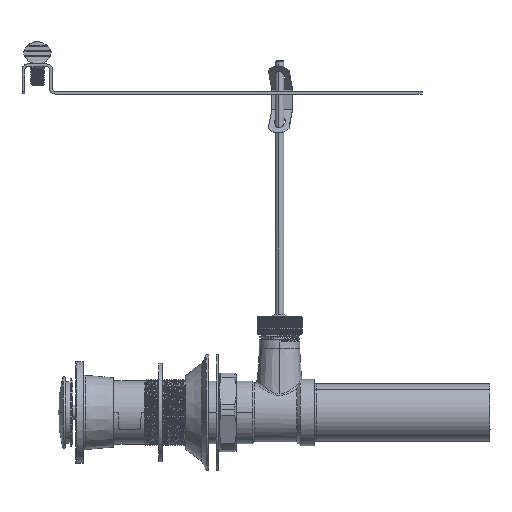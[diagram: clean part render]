
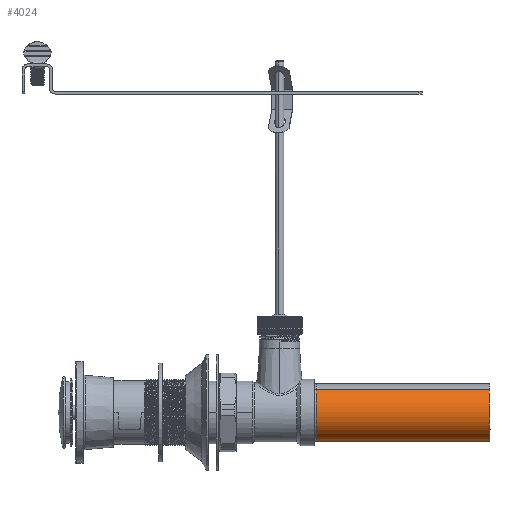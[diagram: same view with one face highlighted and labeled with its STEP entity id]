
A CAD part, left-side view. The second image highlights one B-rep face of the part: STEP entity #4024.
In plain terms, the highlighted cylindrical face has radius 15.875 mm (diameter 31.75 mm), a partial arc.
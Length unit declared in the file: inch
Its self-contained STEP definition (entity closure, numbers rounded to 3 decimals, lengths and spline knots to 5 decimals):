
#2280=DIRECTION('',(0.,1.,0.));
#2281=VECTOR('',#2280,3.73819);
#2282=CARTESIAN_POINT('',(-0.48978,-6.67558,
4.53788));
#2283=LINE('',#2282,#2281);
#2289=DIRECTION('',(0.,-1.,0.));
#2290=VECTOR('',#2289,3.73819);
#2291=CARTESIAN_POINT('',(0.28437,-2.9374,
3.55683));
#2292=LINE('',#2291,#2290);
#2323=CARTESIAN_POINT('',(-0.10261,-6.67558,
4.04724));
#2324=DIRECTION('',(0.,1.,0.));
#2325=DIRECTION('',(0.619,0.,-0.785));
#2326=AXIS2_PLACEMENT_3D('',#2323,#2324,#2325);
#2333=CARTESIAN_POINT('',(-0.10261,-2.9374,
4.04724));
#2334=DIRECTION('',(0.,-1.,0.));
#2335=DIRECTION('',(-0.619,0.,0.785));
#2336=AXIS2_PLACEMENT_3D('',#2333,#2334,#2335);
#2942=CARTESIAN_POINT('',(-0.48978,-6.67558,
4.53788));
#2943=VERTEX_POINT('',#2942);
#2944=CARTESIAN_POINT('',(0.28455,-6.67558,
3.5566));
#2945=VERTEX_POINT('',#2944);
#2950=CARTESIAN_POINT('',(0.28437,-2.9374,
3.55683));
#2951=VERTEX_POINT('',#2950);
#2952=CARTESIAN_POINT('',(-0.4896,-2.9374,
4.53765));
#2953=VERTEX_POINT('',#2952);
#4013=CARTESIAN_POINT('',(-0.10261,-6.75035,
4.04724));
#4014=DIRECTION('',(0.,1.,0.));
#4015=DIRECTION('',(-0.619,0.,0.785));
#4016=AXIS2_PLACEMENT_3D('',#4013,#4014,#4015);
#4017=CYLINDRICAL_SURFACE('',#4016,0.625);
#4018=ORIENTED_EDGE('',*,*,#3963,.F.);
#4019=ORIENTED_EDGE('',*,*,#3935,.F.);
#4020=ORIENTED_EDGE('',*,*,#3960,.F.);
#4021=ORIENTED_EDGE('',*,*,#4006,.F.);
#4022=EDGE_LOOP('',(#4018,#4019,#4020,#4021));
#4023=FACE_OUTER_BOUND('',#4022,.F.);
#4024=ADVANCED_FACE('',(#4023),#4017,.T.);
#2327=CIRCLE('',#2326,0.625);
#2337=CIRCLE('',#2336,0.625);
#3935=EDGE_CURVE('',#2953,#2951,#2337,.T.);
#3960=EDGE_CURVE('',#2943,#2953,#2283,.T.);
#3963=EDGE_CURVE('',#2951,#2945,#2292,.T.);
#4006=EDGE_CURVE('',#2945,#2943,#2327,.T.);
